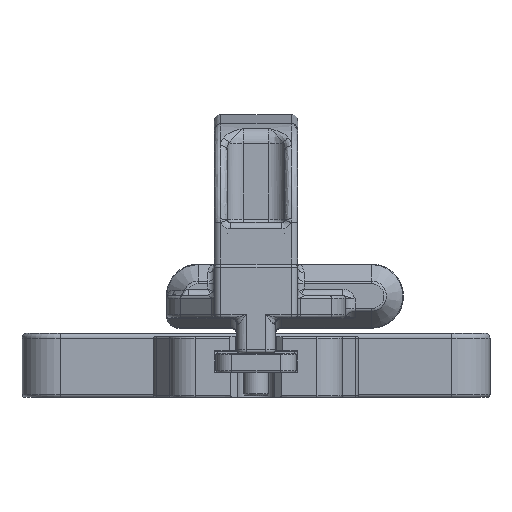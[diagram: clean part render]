
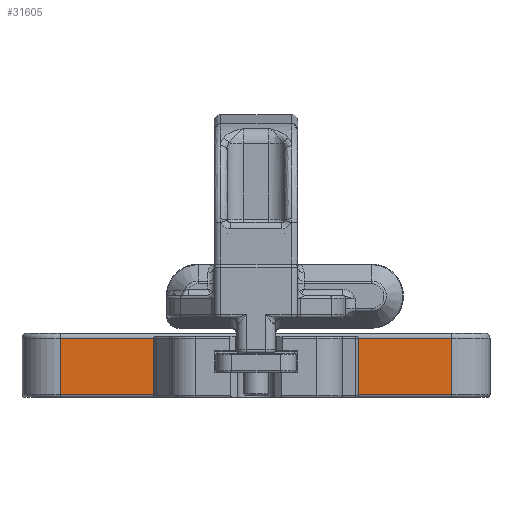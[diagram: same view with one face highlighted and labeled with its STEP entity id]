
A CAD part, front view. The second image highlights one B-rep face of the part: STEP entity #31605.
In plain terms, the highlighted planar face has unit normal (0, -1, 0).
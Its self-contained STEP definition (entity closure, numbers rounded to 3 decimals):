
#241 = LINE ( 'NONE', #7224, #14768 ) ;
#258 = CARTESIAN_POINT ( 'NONE',  ( 199.002, 862.48, 810.218 ) ) ;
#810 = ORIENTED_EDGE ( 'NONE', *, *, #32743, .T. ) ;
#1164 = DIRECTION ( 'NONE',  ( -1., 0., 0. ) ) ;
#1409 = ORIENTED_EDGE ( 'NONE', *, *, #37744, .T. ) ;
#1586 = CARTESIAN_POINT ( 'NONE',  ( 288.912, 862.48, 810.218 ) ) ;
#1635 = EDGE_LOOP ( 'NONE', ( #1409, #30994, #42467, #4337, #810, #41024, #13574, #38474 ) ) ;
#1785 = CARTESIAN_POINT ( 'NONE',  ( 333.002, 862.48, 827.718 ) ) ;
#1938 = VECTOR ( 'NONE', #37020, 1000. ) ;
#3310 = DIRECTION ( 'NONE',  ( 0., 0., -1. ) ) ;
#3391 = CARTESIAN_POINT ( 'NONE',  ( 211.002, 862.48, 829.218 ) ) ;
#4337 = ORIENTED_EDGE ( 'NONE', *, *, #28255, .T. ) ;
#5448 = VECTOR ( 'NONE', #13257, 1000. ) ;
#5483 = EDGE_CURVE ( 'NONE', #10301, #40287, #28337, .T. ) ;
#6383 = DIRECTION ( 'NONE',  ( 0., 0., 1. ) ) ;
#6602 = CARTESIAN_POINT ( 'NONE',  ( 333.002, 862.48, 829.218 ) ) ;
#6680 = AXIS2_PLACEMENT_3D ( 'NONE', #39908, #24291, #17714 ) ;
#6802 = LINE ( 'NONE', #258, #1938 ) ;
#7224 = CARTESIAN_POINT ( 'NONE',  ( 288.912, 862.48, 809.218 ) ) ;
#7934 = VECTOR ( 'NONE', #14158, 1000. ) ;
#9304 = VERTEX_POINT ( 'NONE', #12116 ) ;
#10301 = VERTEX_POINT ( 'NONE', #1586 ) ;
#10728 = CARTESIAN_POINT ( 'NONE',  ( 211.002, 862.48, 810.218 ) ) ;
#10935 = CARTESIAN_POINT ( 'NONE',  ( 333.002, 862.48, 810.218 ) ) ;
#10978 = CARTESIAN_POINT ( 'NONE',  ( 211.002, 862.48, 827.718 ) ) ;
#12116 = CARTESIAN_POINT ( 'NONE',  ( 255.091, 862.48, 826.668 ) ) ;
#12980 = VECTOR ( 'NONE', #39924, 1000. ) ;
#13182 = EDGE_CURVE ( 'NONE', #27039, #9304, #29938, .T. ) ;
#13257 = DIRECTION ( 'NONE',  ( 0., 0., 1. ) ) ;
#13574 = ORIENTED_EDGE ( 'NONE', *, *, #13182, .T. ) ;
#13786 = VERTEX_POINT ( 'NONE', #10978 ) ;
#14074 = EDGE_CURVE ( 'NONE', #33231, #27039, #6802, .T. ) ;
#14158 = DIRECTION ( 'NONE',  ( 1., 0., 0. ) ) ;
#14246 = VERTEX_POINT ( 'NONE', #1785 ) ;
#14666 = LINE ( 'NONE', #23895, #19087 ) ;
#14766 = VECTOR ( 'NONE', #34890, 1000. ) ;
#14768 = VECTOR ( 'NONE', #3310, 1000. ) ;
#14806 = LINE ( 'NONE', #30810, #7934 ) ;
#17714 = DIRECTION ( 'NONE',  ( -1., 0., 0. ) ) ;
#19087 = VECTOR ( 'NONE', #1164, 1000. ) ;
#20163 = LINE ( 'NONE', #6602, #31671 ) ;
#20195 = PLANE ( 'NONE',  #6680 ) ;
#20299 = CARTESIAN_POINT ( 'NONE',  ( 255.091, 862.48, 825.829 ) ) ;
#23895 = CARTESIAN_POINT ( 'NONE',  ( 211.002, 862.48, 827.718 ) ) ;
#24291 = DIRECTION ( 'NONE',  ( 0., 1., 0. ) ) ;
#24979 = CARTESIAN_POINT ( 'NONE',  ( 288.912, 862.48, 826.668 ) ) ;
#26546 = FACE_OUTER_BOUND ( 'NONE', #1635, .T. ) ;
#27039 = VERTEX_POINT ( 'NONE', #30126 ) ;
#28255 = EDGE_CURVE ( 'NONE', #14246, #13786, #14666, .T. ) ;
#28337 = LINE ( 'NONE', #35551, #14766 ) ;
#29938 = LINE ( 'NONE', #20299, #5448 ) ;
#30126 = CARTESIAN_POINT ( 'NONE',  ( 255.091, 862.48, 810.218 ) ) ;
#30810 = CARTESIAN_POINT ( 'NONE',  ( 288.145, 862.48, 826.668 ) ) ;
#30994 = ORIENTED_EDGE ( 'NONE', *, *, #5483, .T. ) ;
#31605 = ADVANCED_FACE ( 'NONE', ( #26546 ), #20195, .F. ) ;
#31671 = VECTOR ( 'NONE', #6383, 1000. ) ;
#32743 = EDGE_CURVE ( 'NONE', #13786, #33231, #33778, .T. ) ;
#33179 = EDGE_CURVE ( 'NONE', #40287, #14246, #20163, .T. ) ;
#33231 = VERTEX_POINT ( 'NONE', #10728 ) ;
#33480 = EDGE_CURVE ( 'NONE', #9304, #38905, #14806, .T. ) ;
#33778 = LINE ( 'NONE', #3391, #12980 ) ;
#34890 = DIRECTION ( 'NONE',  ( 1., 0., 0. ) ) ;
#35551 = CARTESIAN_POINT ( 'NONE',  ( 199.002, 862.48, 810.218 ) ) ;
#37020 = DIRECTION ( 'NONE',  ( 1., 0., 0. ) ) ;
#37744 = EDGE_CURVE ( 'NONE', #38905, #10301, #241, .T. ) ;
#38474 = ORIENTED_EDGE ( 'NONE', *, *, #33480, .T. ) ;
#38905 = VERTEX_POINT ( 'NONE', #24979 ) ;
#39908 = CARTESIAN_POINT ( 'NONE',  ( 199.002, 862.48, 829.218 ) ) ;
#39924 = DIRECTION ( 'NONE',  ( 0., 0., -1. ) ) ;
#40287 = VERTEX_POINT ( 'NONE', #10935 ) ;
#41024 = ORIENTED_EDGE ( 'NONE', *, *, #14074, .T. ) ;
#42467 = ORIENTED_EDGE ( 'NONE', *, *, #33179, .T. ) ;
